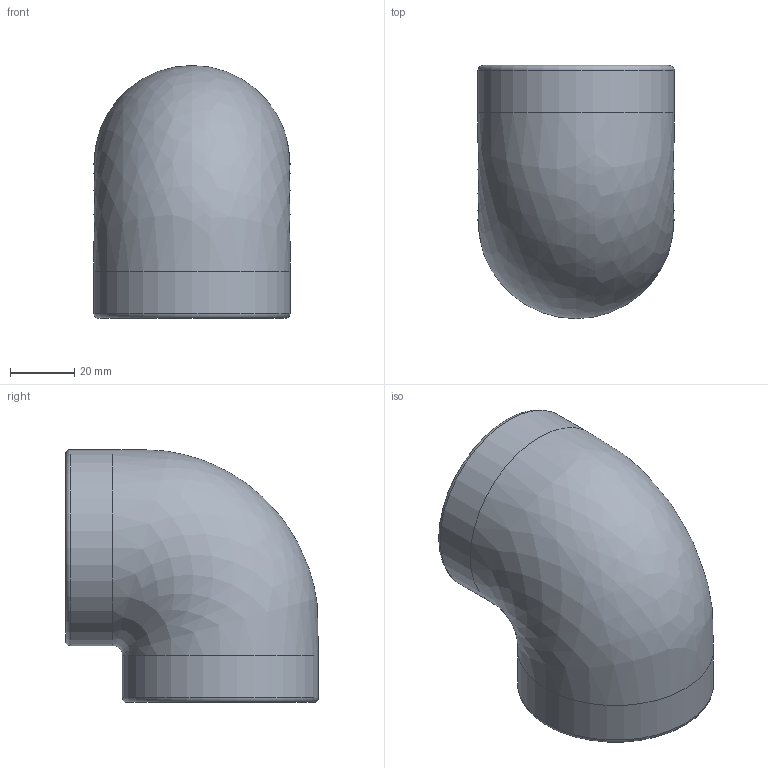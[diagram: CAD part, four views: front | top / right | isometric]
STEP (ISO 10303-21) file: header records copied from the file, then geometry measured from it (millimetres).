
FILE_DESCRIPTION(/* description */ (''),/* implementation_level */ '2;1');
FILE_NAME(/* name */ 'GFV112.ipt.stp',/* time_stamp */ '2013-10-01T14:40:41+02:00',/* author */ ('Marco de Biase'),/* organization */ (''),/* preprocessor_version */ 'ST-DEVELOPER v15.2',/* originating_system */ 'Autodesk Inventor 2014',/* authorisation */ '');
FILE_SCHEMA (('AUTOMOTIVE_DESIGN { 1 0 10303 214 3 1 1 }'));
Length unit declared in the file: millimetre
Products named in the file (1): GFV112
Bounding box: 61 x 78.7 x 78.7 mm (x, y, z)
Volume: 116387.3 mm3; surface area: 30847.2 mm2
Topology: 1 solids, 1 shells, 12 faces, 28 edges, 20 vertices
Faces by surface type: cylinder 4, plane 4, torus 2, bspline 2
Full cylindrical faces by diameter (mm): 44.854 x2, 61 x2
Entity records: 2294 total; most frequent: CARTESIAN_POINT 1991, DIRECTION 62, ORIENTED_EDGE 44, AXIS2_PLACEMENT_3D 31, EDGE_LOOP 22, EDGE_CURVE 22, CIRCLE 20, VERTEX_POINT 20
